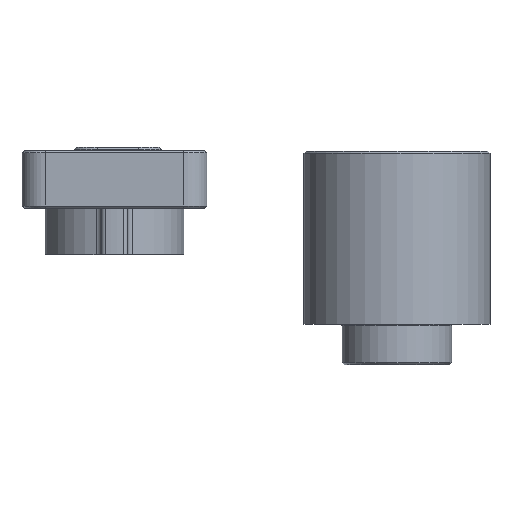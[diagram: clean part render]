
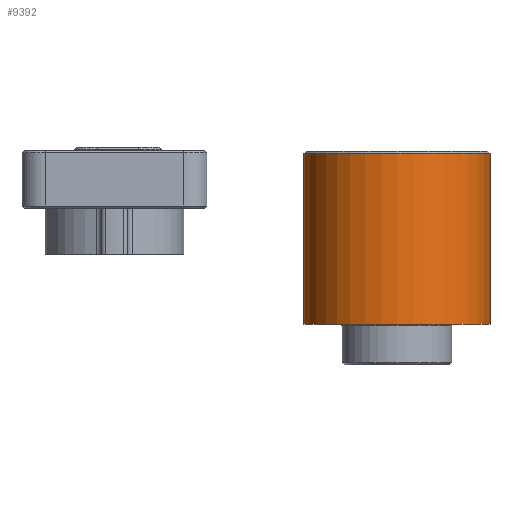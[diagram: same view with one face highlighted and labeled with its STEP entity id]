
A CAD part, left-side view. The second image highlights one B-rep face of the part: STEP entity #9392.
In plain terms, the highlighted cylindrical face has radius 16.1 mm (diameter 32.2 mm), a full revolution.
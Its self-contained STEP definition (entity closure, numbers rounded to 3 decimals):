
#78=CYLINDRICAL_SURFACE('',#9912,16.1);
#184=CIRCLE('',#9913,16.1);
#185=CIRCLE('',#9914,16.1);
#714=FACE_OUTER_BOUND('',#1261,.T.);
#1261=EDGE_LOOP('',(#7564,#7565,#7566,#7567));
#1940=LINE('',#15575,#2686);
#2686=VECTOR('',#10938,16.1);
#4110=VERTEX_POINT('',#15572);
#4111=VERTEX_POINT('',#15574);
#5329=EDGE_CURVE('',#4110,#4110,#184,.T.);
#5330=EDGE_CURVE('',#4110,#4111,#1940,.T.);
#5331=EDGE_CURVE('',#4111,#4111,#185,.T.);
#7564=ORIENTED_EDGE('',*,*,#5329,.F.);
#7565=ORIENTED_EDGE('',*,*,#5330,.T.);
#7566=ORIENTED_EDGE('',*,*,#5331,.F.);
#7567=ORIENTED_EDGE('',*,*,#5330,.F.);
#9392=ADVANCED_FACE('',(#714),#78,.T.);
#9912=AXIS2_PLACEMENT_3D('',#15571,#10934,#10935);
#9913=AXIS2_PLACEMENT_3D('',#15573,#10936,#10937);
#9914=AXIS2_PLACEMENT_3D('',#15576,#10939,#10940);
#10934=DIRECTION('center_axis',(0.,0.,1.));
#10935=DIRECTION('ref_axis',(1.,0.,0.));
#10936=DIRECTION('center_axis',(0.,0.,1.));
#10937=DIRECTION('ref_axis',(1.,0.,0.));
#10938=DIRECTION('',(0.,0.,-1.));
#10939=DIRECTION('center_axis',(0.,0.,-1.));
#10940=DIRECTION('ref_axis',(1.,0.,0.));
#15571=CARTESIAN_POINT('Origin',(0.,0.,0.));
#15572=CARTESIAN_POINT('',(-16.1,0.,29.6));
#15573=CARTESIAN_POINT('Origin',(0.,0.,29.6));
#15574=CARTESIAN_POINT('',(-16.1,0.,0.));
#15575=CARTESIAN_POINT('',(-16.1,0.,0.));
#15576=CARTESIAN_POINT('Origin',(0.,0.,0.));
